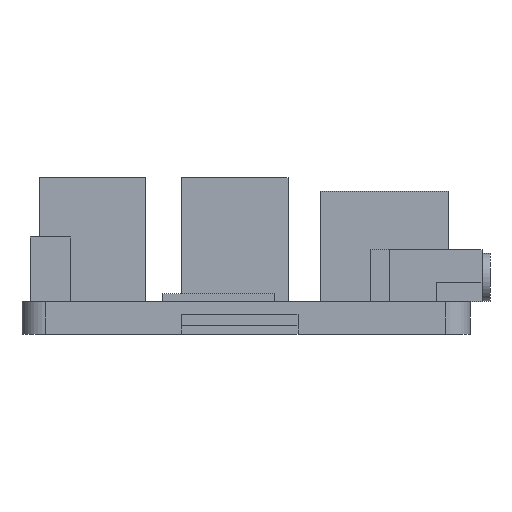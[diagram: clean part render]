
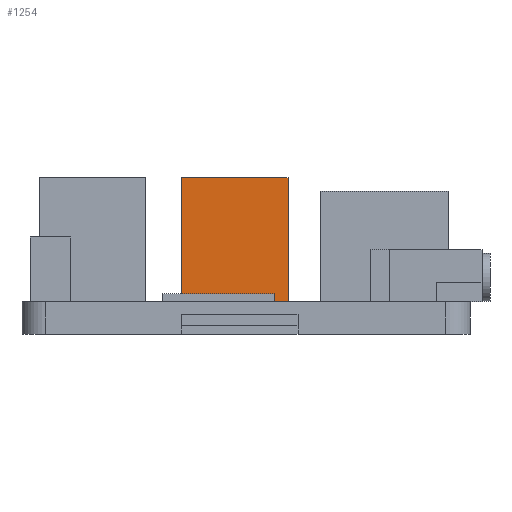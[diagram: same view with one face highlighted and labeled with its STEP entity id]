
A CAD part, left-side view. The second image highlights one B-rep face of the part: STEP entity #1254.
In plain terms, the highlighted planar face has unit normal (-1, 0, 0).
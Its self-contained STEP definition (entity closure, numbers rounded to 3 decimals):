
#73=FACE_OUTER_BOUND('',#142,.T.);
#142=EDGE_LOOP('',(#892,#893,#894,#895));
#248=LINE('',#1849,#407);
#250=LINE('',#1853,#409);
#251=LINE('',#1855,#410);
#252=LINE('',#1856,#411);
#407=VECTOR('',#1494,10.);
#409=VECTOR('',#1498,10.);
#410=VECTOR('',#1499,10.);
#411=VECTOR('',#1500,10.);
#553=VERTEX_POINT('',#1846);
#554=VERTEX_POINT('',#1848);
#555=VERTEX_POINT('',#1852);
#556=VERTEX_POINT('',#1854);
#682=EDGE_CURVE('',#554,#553,#248,.T.);
#684=EDGE_CURVE('',#554,#555,#250,.T.);
#685=EDGE_CURVE('',#556,#553,#251,.T.);
#686=EDGE_CURVE('',#555,#556,#252,.T.);
#892=ORIENTED_EDGE('',*,*,#684,.F.);
#893=ORIENTED_EDGE('',*,*,#682,.T.);
#894=ORIENTED_EDGE('',*,*,#685,.F.);
#895=ORIENTED_EDGE('',*,*,#686,.F.);
#1194=PLANE('',#1338);
#1254=ADVANCED_FACE('',(#73),#1194,.T.);
#1338=AXIS2_PLACEMENT_3D('',#1851,#1496,#1497);
#1494=DIRECTION('',(0.,0.,1.));
#1496=DIRECTION('center_axis',(-1.,0.,0.));
#1497=DIRECTION('ref_axis',(0.,-1.,0.));
#1498=DIRECTION('',(0.,1.,0.));
#1499=DIRECTION('',(0.,-1.,0.));
#1500=DIRECTION('',(0.,0.,1.));
#1846=CARTESIAN_POINT('',(-12.1,19.75,17.1));
#1848=CARTESIAN_POINT('',(-12.1,19.75,1.6));
#1849=CARTESIAN_POINT('',(-12.1,19.75,1.6));
#1851=CARTESIAN_POINT('Origin',(-12.1,33.05,1.6));
#1852=CARTESIAN_POINT('',(-12.1,33.05,1.6));
#1853=CARTESIAN_POINT('',(-12.1,29.025,1.6));
#1854=CARTESIAN_POINT('',(-12.1,33.05,17.1));
#1855=CARTESIAN_POINT('',(-12.1,19.75,17.1));
#1856=CARTESIAN_POINT('',(-12.1,33.05,1.6));
